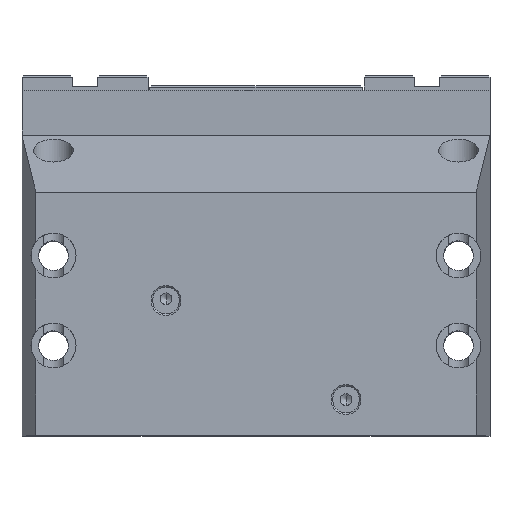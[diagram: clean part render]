
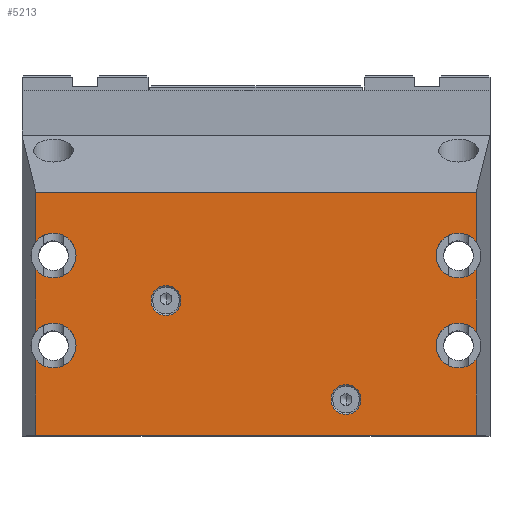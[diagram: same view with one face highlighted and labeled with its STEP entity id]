
A CAD part, top view. The second image highlights one B-rep face of the part: STEP entity #5213.
In plain terms, the highlighted planar face has unit normal (0, 0, 1).
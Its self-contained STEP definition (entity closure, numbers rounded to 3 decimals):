
#2049 = VERTEX_POINT( '', #6034 );
#2063 = EDGE_CURVE( '', #4359, #2577, #6050, .T. );
#2195 = EDGE_CURVE( '', #5015, #3091, #6201, .T. );
#2325 = VERTEX_POINT( '', #6352 );
#2469 = EDGE_CURVE( '', #3635, #4401, #6512, .T. );
#2513 = EDGE_CURVE( '', #2577, #4359, #6560, .T. );
#2577 = VERTEX_POINT( '', #6631 );
#2689 = VERTEX_POINT( '', #6758 );
#2717 = VERTEX_POINT( '', #6792 );
#2835 = VERTEX_POINT( '', #6924 );
#2867 = EDGE_CURVE( '', #3091, #3339, #6962, .T. );
#3025 = EDGE_CURVE( '', #4119, #2049, #7137, .T. );
#3091 = VERTEX_POINT( '', #7211 );
#3165 = EDGE_CURVE( '', #4237, #3621, #7296, .T. );
#3339 = VERTEX_POINT( '', #7488 );
#3465 = EDGE_CURVE( '', #3621, #4237, #7629, .T. );
#3603 = EDGE_CURVE( '', #2835, #5653, #7775, .T. );
#3621 = VERTEX_POINT( '', #7794 );
#3635 = VERTEX_POINT( '', #7811 );
#3763 = VERTEX_POINT( '', #7954 );
#3865 = EDGE_CURVE( '', #4387, #2835, #8070, .T. );
#3885 = EDGE_CURVE( '', #5653, #5615, #8090, .T. );
#4021 = EDGE_CURVE( '', #2325, #5015, #8237, .T. );
#4119 = VERTEX_POINT( '', #8346 );
#4237 = VERTEX_POINT( '', #8471 );
#4359 = VERTEX_POINT( '', #8606 );
#4387 = VERTEX_POINT( '', #8635 );
#4397 = EDGE_CURVE( '', #3339, #4387, #8645, .T. );
#4401 = VERTEX_POINT( '', #8650 );
#4497 = EDGE_CURVE( '', #3763, #2717, #8761, .T. );
#4719 = EDGE_CURVE( '', #2049, #2689, #9008, .T. );
#5015 = VERTEX_POINT( '', #9327 );
#5087 = EDGE_CURVE( '', #5615, #5323, #9405, .T. );
#5213 = ADVANCED_FACE( '', ( #9548, #9549, #9550 ), #9551, .T. );
#5247 = EDGE_CURVE( '', #2717, #4119, #9589, .T. );
#5323 = VERTEX_POINT( '', #9672 );
#5615 = VERTEX_POINT( '', #9994 );
#5653 = VERTEX_POINT( '', #10036 );
#5665 = EDGE_CURVE( '', #5323, #3635, #10048, .T. );
#5667 = EDGE_CURVE( '', #3763, #4401, #10050, .T. );
#5809 = EDGE_CURVE( '', #2689, #2325, #10213, .T. );
#6034 = CARTESIAN_POINT( '', ( 122.27, 57.797, 110. ) );
#6050 = CIRCLE( '', #10481, 8.331 );
#6201 = LINE( '', #10790, #10791 );
#6352 = CARTESIAN_POINT( '', ( 100., 100., 110. ) );
#6512 = LINE( '', #11385, #11386 );
#6560 = CIRCLE( '', #11556, 8.331 );
#6631 = CARTESIAN_POINT( '', ( 50., 11.669, 110. ) );
#6758 = CARTESIAN_POINT( '', ( 122.27, 92.203, 110. ) );
#6792 = CARTESIAN_POINT( '', ( 122.27, 42.203, 110. ) );
#6924 = CARTESIAN_POINT( '', ( -100., 100., 110. ) );
#6962 = LINE( '', #12334, #12335 );
#7137 = CIRCLE( '', #12675, 12.5 );
#7211 = CARTESIAN_POINT( '', ( 122.27, 135.246, 110. ) );
#7296 = CIRCLE( '', #12936, 8.331 );
#7488 = CARTESIAN_POINT( '', ( -122.27, 135.246, 110. ) );
#7629 = CIRCLE( '', #13442, 8.331 );
#7775 = CIRCLE( '', #13733, 12.5 );
#7794 = CARTESIAN_POINT( '', ( -50., 66.669, 110. ) );
#7811 = CARTESIAN_POINT( '', ( -122.27, 42.203, 110. ) );
#7954 = CARTESIAN_POINT( '', ( 122.27, 0., 110. ) );
#8070 = CIRCLE( '', #14231, 12.5 );
#8090 = LINE( '', #14266, #14267 );
#8237 = CIRCLE( '', #14543, 12.5 );
#8346 = CARTESIAN_POINT( '', ( 100., 50., 110. ) );
#8471 = CARTESIAN_POINT( '', ( -50., 83.331, 110. ) );
#8606 = CARTESIAN_POINT( '', ( 50., 28.331, 110. ) );
#8635 = CARTESIAN_POINT( '', ( -122.27, 107.797, 110. ) );
#8645 = LINE( '', #15259, #15260 );
#8650 = CARTESIAN_POINT( '', ( -122.27, 0., 110. ) );
#8761 = LINE( '', #15473, #15474 );
#9008 = LINE( '', #15819, #15820 );
#9327 = CARTESIAN_POINT( '', ( 122.27, 107.797, 110. ) );
#9405 = CIRCLE( '', #16510, 12.5 );
#9548 = FACE_BOUND( '', #16716, .T. );
#9549 = FACE_BOUND( '', #16717, .T. );
#9550 = FACE_OUTER_BOUND( '', #16718, .T. );
#9551 = PLANE( '', #16719 );
#9589 = CIRCLE( '', #16818, 12.5 );
#9672 = CARTESIAN_POINT( '', ( -100., 50., 110. ) );
#9994 = CARTESIAN_POINT( '', ( -122.27, 57.797, 110. ) );
#10036 = CARTESIAN_POINT( '', ( -122.27, 92.203, 110. ) );
#10048 = CIRCLE( '', #17779, 12.5 );
#10050 = LINE( '', #17782, #17783 );
#10213 = CIRCLE( '', #18101, 12.5 );
#10481 = AXIS2_PLACEMENT_3D( '', #18407, #18408, #18409 );
#10790 = CARTESIAN_POINT( '', ( 122.27, 67.623, 110. ) );
#10791 = VECTOR( '', #18615, 1. );
#11385 = CARTESIAN_POINT( '', ( -122.27, 67.623, 110. ) );
#11386 = VECTOR( '', #18975, 1. );
#11556 = AXIS2_PLACEMENT_3D( '', #19027, #19028, #19029 );
#12334 = CARTESIAN_POINT( '', ( 130., 135.246, 110. ) );
#12335 = VECTOR( '', #19503, 1. );
#12675 = AXIS2_PLACEMENT_3D( '', #19677, #19678, #19679 );
#12936 = AXIS2_PLACEMENT_3D( '', #19870, #19871, #19872 );
#13442 = AXIS2_PLACEMENT_3D( '', #20265, #20266, #20267 );
#13733 = AXIS2_PLACEMENT_3D( '', #20400, #20401, #20402 );
#14231 = AXIS2_PLACEMENT_3D( '', #20757, #20758, #20759 );
#14266 = CARTESIAN_POINT( '', ( -122.27, 67.623, 110. ) );
#14267 = VECTOR( '', #20772, 1. );
#14543 = AXIS2_PLACEMENT_3D( '', #20944, #20945, #20946 );
#15259 = CARTESIAN_POINT( '', ( -122.27, 67.623, 110. ) );
#15260 = VECTOR( '', #21355, 1. );
#15473 = CARTESIAN_POINT( '', ( 122.27, 67.623, 110. ) );
#15474 = VECTOR( '', #21502, 1. );
#15819 = CARTESIAN_POINT( '', ( 122.27, 67.623, 110. ) );
#15820 = VECTOR( '', #21780, 1. );
#16510 = AXIS2_PLACEMENT_3D( '', #22145, #22146, #22147 );
#16716 = EDGE_LOOP( '', ( #22336, #22337 ) );
#16717 = EDGE_LOOP( '', ( #22338, #22339 ) );
#16718 = EDGE_LOOP( '', ( #22340, #22341, #22342, #22343, #22344, #22345, #22346, #22347, #22348, #22349, #22350, #22351, #22352, #22353, #22354, #22355 ) );
#16719 = AXIS2_PLACEMENT_3D( '', #22356, #22357, #22358 );
#16818 = AXIS2_PLACEMENT_3D( '', #22403, #22404, #22405 );
#17779 = AXIS2_PLACEMENT_3D( '', #22874, #22875, #22876 );
#17782 = CARTESIAN_POINT( '', ( 130., 0., 110. ) );
#17783 = VECTOR( '', #22877, 1. );
#18101 = AXIS2_PLACEMENT_3D( '', #23065, #23066, #23067 );
#18407 = CARTESIAN_POINT( '', ( 50., 20., 110. ) );
#18408 = DIRECTION( '', ( 0., 0., -1. ) );
#18409 = DIRECTION( '', ( 0., 1., 0. ) );
#18615 = DIRECTION( '', ( 0., 1., 0. ) );
#18975 = DIRECTION( '', ( 0., -1., 0. ) );
#19027 = CARTESIAN_POINT( '', ( 50., 20., 110. ) );
#19028 = DIRECTION( '', ( 0., 0., -1. ) );
#19029 = DIRECTION( '', ( 0., 1., 0. ) );
#19503 = DIRECTION( '', ( -1., 0., 0. ) );
#19677 = CARTESIAN_POINT( '', ( 112.5, 50., 110. ) );
#19678 = DIRECTION( '', ( 0., 0., -1. ) );
#19679 = DIRECTION( '', ( 1., 0., 0. ) );
#19870 = CARTESIAN_POINT( '', ( -50., 75., 110. ) );
#19871 = DIRECTION( '', ( 0., 0., -1. ) );
#19872 = DIRECTION( '', ( 0., 1., 0. ) );
#20265 = CARTESIAN_POINT( '', ( -50., 75., 110. ) );
#20266 = DIRECTION( '', ( 0., 0., -1. ) );
#20267 = DIRECTION( '', ( 0., 1., 0. ) );
#20400 = CARTESIAN_POINT( '', ( -112.5, 100., 110. ) );
#20401 = DIRECTION( '', ( 0., 0., -1. ) );
#20402 = DIRECTION( '', ( 1., 0., 0. ) );
#20757 = CARTESIAN_POINT( '', ( -112.5, 100., 110. ) );
#20758 = DIRECTION( '', ( 0., 0., -1. ) );
#20759 = DIRECTION( '', ( 1., 0., 0. ) );
#20772 = DIRECTION( '', ( 0., -1., 0. ) );
#20944 = CARTESIAN_POINT( '', ( 112.5, 100., 110. ) );
#20945 = DIRECTION( '', ( 0., 0., -1. ) );
#20946 = DIRECTION( '', ( 1., 0., 0. ) );
#21355 = DIRECTION( '', ( 0., -1., 0. ) );
#21502 = DIRECTION( '', ( 0., 1., 0. ) );
#21780 = DIRECTION( '', ( 0., 1., 0. ) );
#22145 = CARTESIAN_POINT( '', ( -112.5, 50., 110. ) );
#22146 = DIRECTION( '', ( 0., 0., -1. ) );
#22147 = DIRECTION( '', ( 1., 0., 0. ) );
#22336 = ORIENTED_EDGE( '', *, *, #3165, .T. );
#22337 = ORIENTED_EDGE( '', *, *, #3465, .T. );
#22338 = ORIENTED_EDGE( '', *, *, #2063, .T. );
#22339 = ORIENTED_EDGE( '', *, *, #2513, .T. );
#22340 = ORIENTED_EDGE( '', *, *, #4719, .T. );
#22341 = ORIENTED_EDGE( '', *, *, #5809, .T. );
#22342 = ORIENTED_EDGE( '', *, *, #4021, .T. );
#22343 = ORIENTED_EDGE( '', *, *, #2195, .T. );
#22344 = ORIENTED_EDGE( '', *, *, #2867, .T. );
#22345 = ORIENTED_EDGE( '', *, *, #4397, .T. );
#22346 = ORIENTED_EDGE( '', *, *, #3865, .T. );
#22347 = ORIENTED_EDGE( '', *, *, #3603, .T. );
#22348 = ORIENTED_EDGE( '', *, *, #3885, .T. );
#22349 = ORIENTED_EDGE( '', *, *, #5087, .T. );
#22350 = ORIENTED_EDGE( '', *, *, #5665, .T. );
#22351 = ORIENTED_EDGE( '', *, *, #2469, .T. );
#22352 = ORIENTED_EDGE( '', *, *, #5667, .F. );
#22353 = ORIENTED_EDGE( '', *, *, #4497, .T. );
#22354 = ORIENTED_EDGE( '', *, *, #5247, .T. );
#22355 = ORIENTED_EDGE( '', *, *, #3025, .T. );
#22356 = CARTESIAN_POINT( '', ( 130., 135.246, 110. ) );
#22357 = DIRECTION( '', ( 0., 0., 1. ) );
#22358 = DIRECTION( '', ( 0., 1., 0. ) );
#22403 = CARTESIAN_POINT( '', ( 112.5, 50., 110. ) );
#22404 = DIRECTION( '', ( 0., 0., -1. ) );
#22405 = DIRECTION( '', ( 1., 0., 0. ) );
#22874 = CARTESIAN_POINT( '', ( -112.5, 50., 110. ) );
#22875 = DIRECTION( '', ( 0., 0., -1. ) );
#22876 = DIRECTION( '', ( 1., 0., 0. ) );
#22877 = DIRECTION( '', ( -1., 0., 0. ) );
#23065 = CARTESIAN_POINT( '', ( 112.5, 100., 110. ) );
#23066 = DIRECTION( '', ( 0., 0., -1. ) );
#23067 = DIRECTION( '', ( 1., 0., 0. ) );
